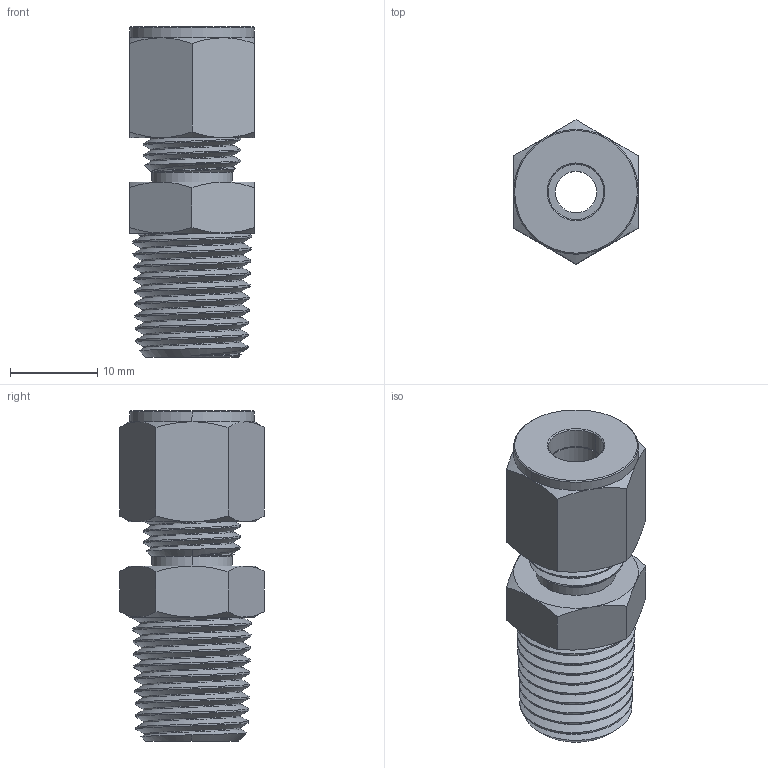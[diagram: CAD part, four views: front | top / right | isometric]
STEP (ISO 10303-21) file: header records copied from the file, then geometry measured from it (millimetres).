
FILE_DESCRIPTION (( 'STEP AP203' ), '1' );
FILE_NAME ('5272K191_Yor-Lok Fitting for Copper Tubing.STEP', '2021-07-08T12:50:43', ( 'Administrator' ), ( 'Managed by Terraform' ), 'SwSTEP 2.0', 'SolidWorks 2017', '' );
FILE_SCHEMA (( 'CONFIG_CONTROL_DESIGN' ));
Length unit declared in the file: inch
Products named in the file (1): 5272K191_Yor-Lok Fitting for Copper Tubing
Bounding box: 14.29 x 16.5 x 37.85 mm (x, y, z)
Volume: 3462.8 mm3; surface area: 4464 mm2
Topology: 4 solids, 4 shells, 136 faces, 321 edges, 198 vertices
Faces by surface type: cone 68, cylinder 37, plane 25, bspline 6
Entity records: 11555 total; most frequent: CARTESIAN_POINT 8587, ORIENTED_EDGE 642, DIRECTION 541, EDGE_CURVE 321, AXIS2_PLACEMENT_3D 225, VERTEX_POINT 198, EDGE_LOOP 149, FACE_OUTER_BOUND 136
